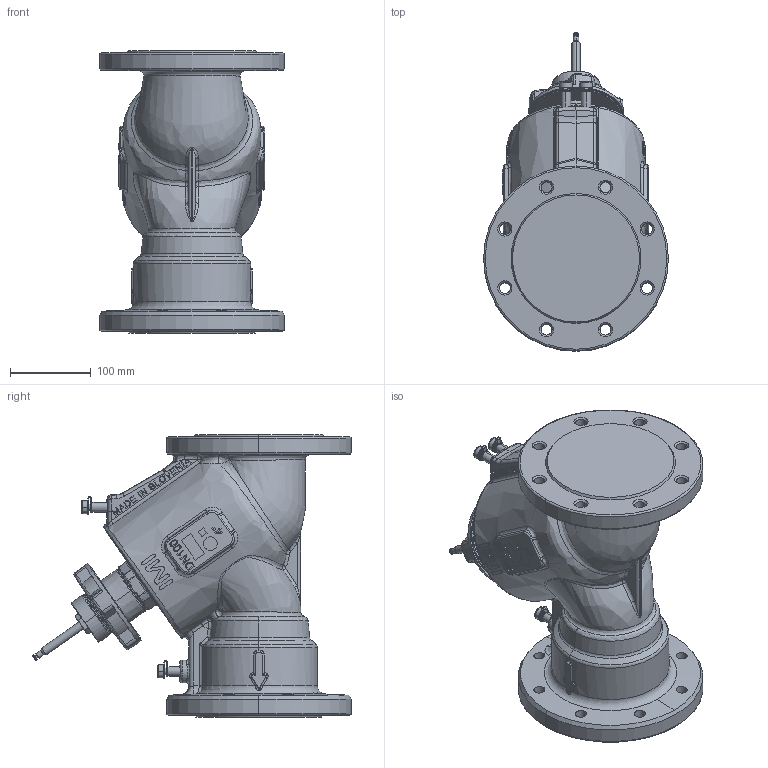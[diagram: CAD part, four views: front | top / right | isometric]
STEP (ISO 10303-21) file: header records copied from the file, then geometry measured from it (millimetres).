
FILE_DESCRIPTION (( 'STEP AP203' ), '1' );
FILE_NAME ('15570, 15726 - TA-MODULATOR DN100 PN16.step', '2021-12-20T07:46:57', ( '' ), ( '' ), 'SwSTEP 2.0', 'SolidWorks 2019', '' );
FILE_SCHEMA (( 'CONFIG_CONTROL_DESIGN' ));
Length unit declared in the file: millimetre
Products named in the file (19): 15365, 15948 - Steblo krmilnega dela TA-Modulator, Harmony DN65-125_15365 - Steblo krmilnega dela Modulator DN65-125; 12552 - Merilni nastavek M14x1 (ÈRNI KOMPLET)_Simplified; 15339, 15560 - Kazalnik delnih vrtljajev TA-MODULATOR_Simplified; 15443, 15561 - Nastavna rocka TA-Modulator DN65-125 - komplet_Simplified; 15640, 16127, 16128, 16129 - Krmilni del TA-Modulator DN100,125_Simplified - DN100; 15539, 15738, 15739, 15740 - Ohisje TA-MODULATOR DN100_Simplified-ANSI; 15337, 15562 - Nastavitvena rocka TA-MODULATOR_Simplified; 15524 - Kapica z vezico (crna)_Simplified; 12253 - Merilni nastavek M14x1 (MODER KOMPLET)_Simplified; 12252 - Merilni nastavek M14x1 (RDEÈ KOMPLET)_Simplified; 15543 - Pokrov krmilni TA-MODULATOR DN100,125_Simplified; 15523 - Kapica z vezico (modra)_simplified; 15379 - Adapter TA-MODULATOR - TA-SLIDER; 12251 - Telo PTP M14x1_Simplified; 15570, 15726 - TA-MODULATOR DN100 PN16; 15541 - Pokrov diferencni TA-Modulator DN100_Simplified; 15537, 16132 - Diferencni del TA-Modulator DN100_Simplified; 12252 - Merilni nastavek M14x1 (RDEÈ KOMPLET)_simplified; 15370 - Drzalo strgala TA-Modulator DN65-150
Assembly tree (20 placements, depth 3):
  15570, 15726 - TA-MODULATOR DN100 PN16
    15539, 15738, 15739, 15740 - Ohisje TA-MODULATOR DN100_Simplified-ANSI
    15537, 16132 - Diferencni del TA-Modulator DN100_Simplified
      15541 - Pokrov diferencni TA-Modulator DN100_Simplified
    15379 - Adapter TA-MODULATOR - TA-SLIDER
    15640, 16127, 16128, 16129 - Krmilni del TA-Modulator DN100,125_Simplified - DN100
      15543 - Pokrov krmilni TA-MODULATOR DN100,125_Simplified
      15365, 15948 - Steblo krmilnega dela TA-Modulator, Harmony DN65-125_15365 - Steblo krmilnega dela Modulator DN65-125
      15370 - Drzalo strgala TA-Modulator DN65-150
    15443, 15561 - Nastavna rocka TA-Modulator DN65-125 - komplet_Simplified
      15339, 15560 - Kazalnik delnih vrtljajev TA-MODULATOR_Simplified
      15337, 15562 - Nastavitvena rocka TA-MODULATOR_Simplified
    12252 - Merilni nastavek M14x1 (RDEÈ KOMPLET)_Simplified
      12251 - Telo PTP M14x1_Simplified
      12252 - Merilni nastavek M14x1 (RDEÈ KOMPLET)_simplified
    12253 - Merilni nastavek M14x1 (MODER KOMPLET)_Simplified
      12251 - Telo PTP M14x1_Simplified
      15523 - Kapica z vezico (modra)_simplified
    12552 - Merilni nastavek M14x1 (ÈRNI KOMPLET)_Simplified
      12251 - Telo PTP M14x1_Simplified
      15524 - Kapica z vezico (crna)_Simplified
Bounding box: 228.6 x 394.14 x 350 mm (x, y, z)
Volume: 10670815.5 mm3; surface area: 654785 mm2
Topology: 14 solids, 19 shells, 1961 faces, 4815 edges, 2958 vertices
Faces by surface type: plane 639, cylinder 472, bspline 392, cone 266, torus 174, sphere 18
Entity records: 118325 total; most frequent: CARTESIAN_POINT 73900, ORIENTED_EDGE 9296, DIRECTION 8176, EDGE_CURVE 4648, AXIS2_PLACEMENT_3D 3099, VERTEX_POINT 2894, EDGE_LOOP 2068, VECTOR 1978
